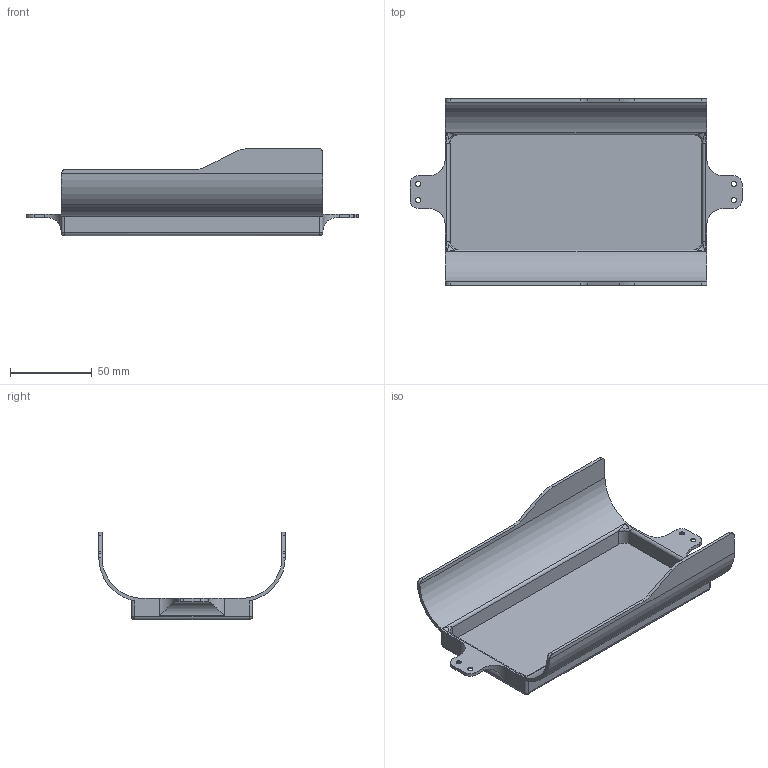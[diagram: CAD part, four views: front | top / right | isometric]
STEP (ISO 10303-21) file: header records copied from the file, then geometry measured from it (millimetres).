
FILE_DESCRIPTION(/* description */ (''),/* implementation_level */ '2;1');
FILE_NAME(/* name */ '5f1a630db9fe9c131d37a13e',/* time_stamp */ '2020-07-24T04:26:53+00:00',/* author */ (''),/* organization */ (''),/* preprocessor_version */ 'ST-DEVELOPER v16.7',/* originating_system */ $,/* authorisation */ $);
FILE_SCHEMA (('AUTOMOTIVE_DESIGN {1 0 10303 214 3 1 1}'));
Length unit declared in the file: metre
Products named in the file (1): Bottom_Cover
Bounding box: 203 x 114 x 53.4 mm (x, y, z)
Volume: 64355.8 mm3; surface area: 62883.8 mm2
Topology: 1 solids, 1 shells, 113 faces, 306 edges, 187 vertices
Faces by surface type: cylinder 47, plane 42, bspline 14, torus 6, cone 4
Full cylindrical faces by diameter (mm): 3.2 x4
Entity records: 6242 total; most frequent: CARTESIAN_POINT 3516, ORIENTED_EDGE 580, DIRECTION 528, EDGE_CURVE 290, VERTEX_POINT 187, AXIS2_PLACEMENT_3D 186, LINE 156, VECTOR 156
